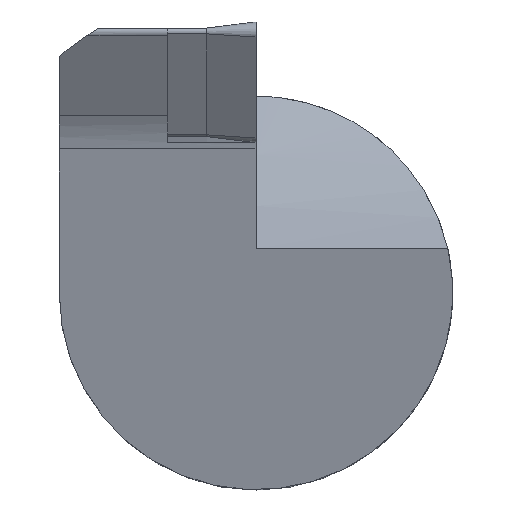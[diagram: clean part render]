
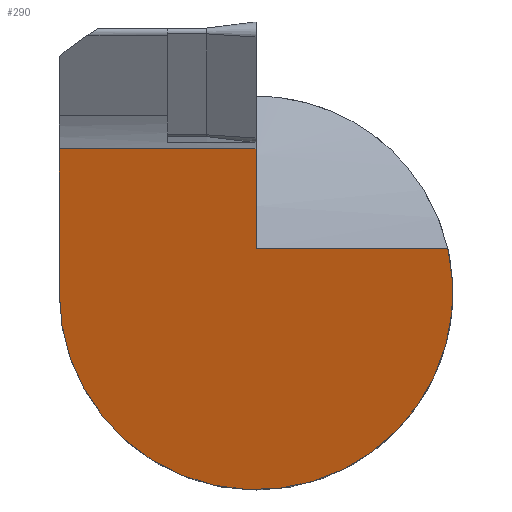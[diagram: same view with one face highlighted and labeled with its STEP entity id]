
A CAD part, top view. The second image highlights one B-rep face of the part: STEP entity #290.
In plain terms, the highlighted planar face has unit normal (0, -0.259, 0.966).
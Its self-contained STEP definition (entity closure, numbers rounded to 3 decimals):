
#64=ELLIPSE('',#1079,16.564,16.);
#131=LINE('',#1597,#212);
#132=LINE('',#1600,#213);
#133=LINE('',#1602,#214);
#134=LINE('',#1606,#215);
#212=VECTOR('',#1262,1.);
#213=VECTOR('',#1263,1.);
#214=VECTOR('',#1264,1.);
#215=VECTOR('',#1267,1.);
#290=ADVANCED_FACE('',(#373),#331,.F.);
#331=PLANE('',#1080);
#373=FACE_OUTER_BOUND('',#430,.T.);
#430=EDGE_LOOP('',(#565,#566,#567,#568,#569));
#565=ORIENTED_EDGE('',*,*,#897,.T.);
#566=ORIENTED_EDGE('',*,*,#898,.F.);
#567=ORIENTED_EDGE('',*,*,#899,.T.);
#568=ORIENTED_EDGE('',*,*,#900,.T.);
#569=ORIENTED_EDGE('',*,*,#901,.T.);
#787=VERTEX_POINT('',#1598);
#788=VERTEX_POINT('',#1599);
#789=VERTEX_POINT('',#1601);
#790=VERTEX_POINT('',#1603);
#791=VERTEX_POINT('',#1605);
#897=EDGE_CURVE('',#787,#788,#131,.T.);
#898=EDGE_CURVE('',#789,#788,#132,.T.);
#899=EDGE_CURVE('',#789,#790,#133,.T.);
#900=EDGE_CURVE('',#790,#791,#64,.T.);
#901=EDGE_CURVE('',#791,#787,#134,.T.);
#1079=AXIS2_PLACEMENT_3D('',#1604,#1265,#1266);
#1080=AXIS2_PLACEMENT_3D('',#1607,#1268,#1269);
#1262=DIRECTION('',(0.,0.966,0.259));
#1263=DIRECTION('',(1.,0.,0.));
#1264=DIRECTION('',(0.,-0.966,-0.259));
#1265=DIRECTION('',(0.,-0.259,0.966));
#1266=DIRECTION('',(0.,-0.966,-0.259));
#1267=DIRECTION('',(-1.,0.,0.));
#1268=DIRECTION('',(0.,0.259,-0.966));
#1269=DIRECTION('',(0.,-0.966,-0.259));
#1597=CARTESIAN_POINT('',(0.,3.587,17.193));
#1598=CARTESIAN_POINT('',(0.,3.587,17.193));
#1599=CARTESIAN_POINT('',(0.,11.696,19.366));
#1600=CARTESIAN_POINT('',(37.,11.696,19.366));
#1601=CARTESIAN_POINT('',(-16.,11.696,19.366));
#1602=CARTESIAN_POINT('',(-16.,-16.,11.945));
#1603=CARTESIAN_POINT('',(-16.,0.,16.232));
#1604=CARTESIAN_POINT('',(0.,0.,16.232));
#1605=CARTESIAN_POINT('',(15.593,3.587,17.193));
#1606=CARTESIAN_POINT('',(37.,3.587,17.193));
#1607=CARTESIAN_POINT('',(37.,-16.,11.945));
